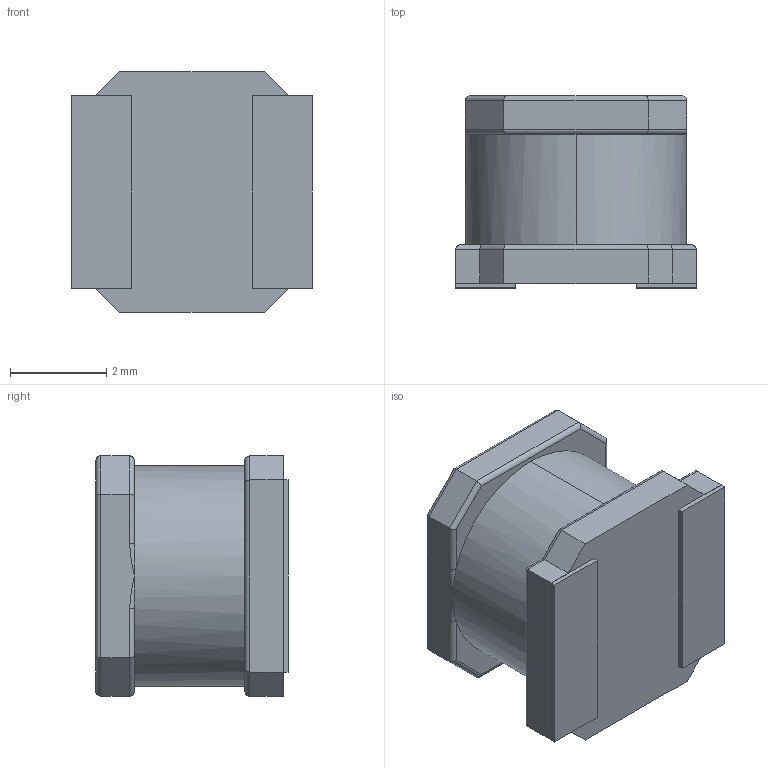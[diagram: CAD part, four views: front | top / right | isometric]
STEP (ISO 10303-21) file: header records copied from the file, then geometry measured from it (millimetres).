
FILE_DESCRIPTION (( 'STEP AP214' ), '1' );
FILE_NAME ('B62A8501-0C5C-4C6E-949F-4ECE880FC875.STEP', '2025-07-24T00:57:47', ( '' ), ( '' ), 'SwSTEP 2.0', 'SolidWorks 2022', '' );
FILE_SCHEMA (( 'AUTOMOTIVE_DESIGN' ));
Length unit declared in the file: millimetre
Products named in the file (1): B62A8501-0C5C-4C6E-949F-4ECE880FC875
Bounding box: 5 x 4 x 5 mm (x, y, z)
Volume: 75.3 mm3; surface area: 139.2 mm2
Topology: 3 solids, 3 shells, 73 faces, 168 edges, 98 vertices
Faces by surface type: plane 37, cylinder 32, bspline 4
Entity records: 2879 total; most frequent: CARTESIAN_POINT 508, ORIENTED_EDGE 328, DIRECTION 286, EDGE_CURVE 164, VECTOR 118, LINE 118, VERTEX_POINT 98, AXIS2_PLACEMENT_3D 84
